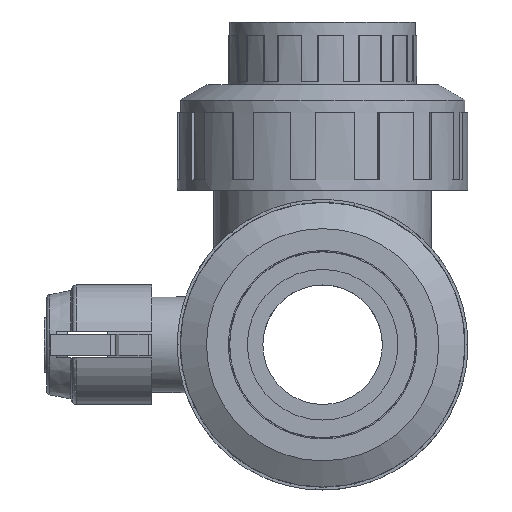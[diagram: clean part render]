
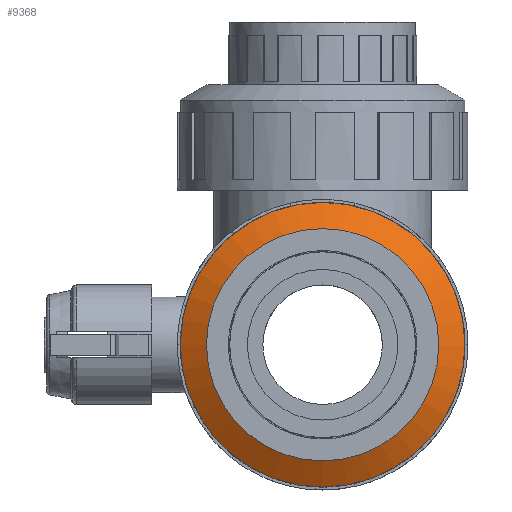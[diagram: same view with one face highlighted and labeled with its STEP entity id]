
A CAD part, left-side view. The second image highlights one B-rep face of the part: STEP entity #9368.
In plain terms, the highlighted conical face has half-angle 60 degrees and reference radius 54.675 mm.
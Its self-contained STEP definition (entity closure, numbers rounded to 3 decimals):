
#29=CONICAL_SURFACE('',#10100,54.675,1.047);
#299=CIRCLE('',#10101,59.535);
#300=CIRCLE('',#10102,48.6);
#1042=FACE_OUTER_BOUND('',#1553,.T.);
#1553=EDGE_LOOP('',(#6965,#6966,#6967,#6968));
#2288=LINE('',#15517,#3201);
#3201=VECTOR('',#11567,54.675);
#4379=VERTEX_POINT('',#15514);
#4380=VERTEX_POINT('',#15516);
#5392=EDGE_CURVE('',#4379,#4379,#299,.T.);
#5393=EDGE_CURVE('',#4379,#4380,#2288,.T.);
#5394=EDGE_CURVE('',#4380,#4380,#300,.T.);
#6965=ORIENTED_EDGE('',*,*,#5392,.T.);
#6966=ORIENTED_EDGE('',*,*,#5393,.T.);
#6967=ORIENTED_EDGE('',*,*,#5394,.F.);
#6968=ORIENTED_EDGE('',*,*,#5393,.F.);
#9368=ADVANCED_FACE('',(#1042),#29,.T.);
#10100=AXIS2_PLACEMENT_3D('',#15513,#11563,#11564);
#10101=AXIS2_PLACEMENT_3D('',#15515,#11565,#11566);
#10102=AXIS2_PLACEMENT_3D('',#15518,#11568,#11569);
#11563=DIRECTION('center_axis',(1.,0.,0.));
#11564=DIRECTION('ref_axis',(0.,1.,0.));
#11565=DIRECTION('center_axis',(-1.,0.,0.));
#11566=DIRECTION('ref_axis',(0.,1.,0.));
#11567=DIRECTION('',(-0.5,0.866,0.));
#11568=DIRECTION('center_axis',(-1.,0.,0.));
#11569=DIRECTION('ref_axis',(0.,1.,0.));
#15513=CARTESIAN_POINT('Origin',(-105.171,0.,0.));
#15514=CARTESIAN_POINT('',(-102.365,-59.535,0.));
#15515=CARTESIAN_POINT('Origin',(-102.365,0.,0.));
#15516=CARTESIAN_POINT('',(-108.678,-48.6,0.));
#15517=CARTESIAN_POINT('',(-105.171,-54.675,0.));
#15518=CARTESIAN_POINT('Origin',(-108.678,0.,0.));
